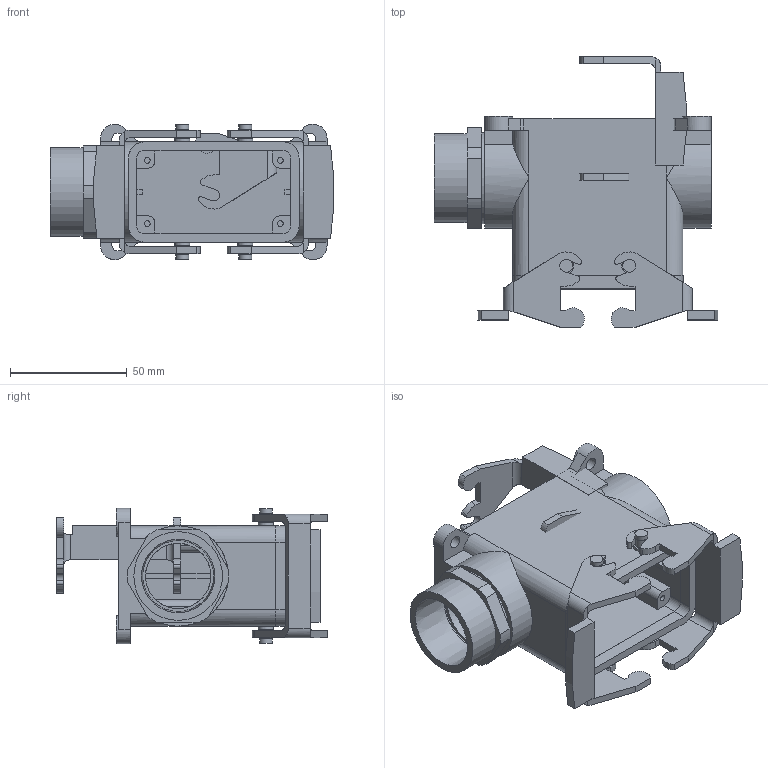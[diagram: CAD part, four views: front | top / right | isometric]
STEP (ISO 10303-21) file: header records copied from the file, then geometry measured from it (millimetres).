
FILE_DESCRIPTION( ( 'Unknown' ), '1' );
FILE_NAME( 'H_B_10_SGRH_NPT_1_ASM.stp', 'Unknown', ( 'Unknown' ), ( 'Unknown' ), 'PSStep 11.0', 'Unknown', ' ' );
FILE_SCHEMA( ( 'AUTOMOTIVE_DESIGN { 1 0 10303 214 1 1 1 1 }' ) );
Length unit declared in the file: millimetre
Products named in the file (3): Assem1; H_B_10_SGRH_NPT_1; H_B_16_QB
Bounding box: 121.34 x 115.85 x 58 mm (x, y, z)
Volume: 246490.9 mm3; surface area: 115911.8 mm2
Topology: 5 solids, 5 shells, 454 faces, 1186 edges, 784 vertices
Faces by surface type: plane 267, cylinder 185, cone 2
Full cylindrical faces by diameter (mm): 2.459 x8, 4.9 x8, 5.5 x16, 6.5 x8, 12 x8, 22.4 x2, 28 x2, 30.411 x2, 38 x2, 39 x2
Entity records: 7970 total; most frequent: CARTESIAN_POINT 1301, DIRECTION 1060, ORIENTED_EDGE 976, EDGE_CURVE 488, AXIS2_PLACEMENT_3D 377, VERTEX_POINT 338, LINE 306, VECTOR 306
